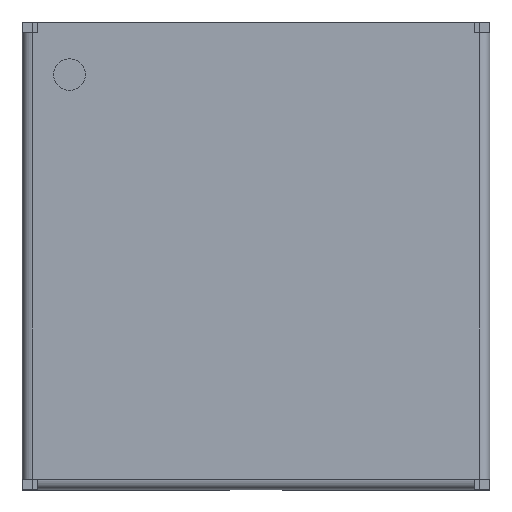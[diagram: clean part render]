
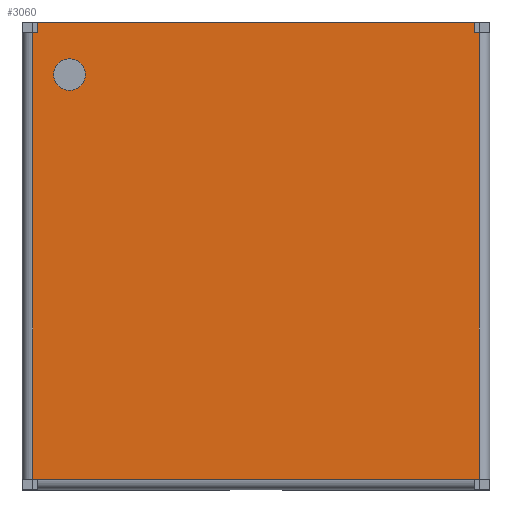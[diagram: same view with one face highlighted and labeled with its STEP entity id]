
A CAD part, top view. The second image highlights one B-rep face of the part: STEP entity #3060.
In plain terms, the highlighted planar face has unit normal (0, 0, 1).
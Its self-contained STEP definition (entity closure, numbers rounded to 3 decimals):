
#1545=CARTESIAN_POINT('',(-3.245,3.445,2.54));
#1546=VERTEX_POINT('',#1545);
#1555=CARTESIAN_POINT('',(-3.845,3.445,2.54));
#1556=VERTEX_POINT('',#1555);
#1557=CARTESIAN_POINT('',(-3.545,3.445,2.54));
#1558=DIRECTION('',(0.0,0.0,-1.0));
#1559=DIRECTION('',(1.0,0.0,0.0));
#1560=AXIS2_PLACEMENT_3D('',#1557,#1558,#1559);
#1561=CIRCLE('',#1560,0.3);
#1562=EDGE_CURVE('',#1556,#1546,#1561,.T.);
#1596=CARTESIAN_POINT('',(-3.545,3.445,2.54));
#1597=DIRECTION('',(0.0,0.0,-1.0));
#1598=DIRECTION('',(1.0,0.0,0.0));
#1599=AXIS2_PLACEMENT_3D('',#1596,#1597,#1598);
#1600=CIRCLE('',#1599,0.3);
#1601=EDGE_CURVE('',#1546,#1556,#1600,.T.);
#2826=CARTESIAN_POINT('',(-4.245,4.245,2.54));
#2827=VERTEX_POINT('',#2826);
#2836=CARTESIAN_POINT('',(-4.245,-4.245,2.54));
#2837=VERTEX_POINT('',#2836);
#2845=CARTESIAN_POINT('',(-4.245,-4.245,2.54));
#2846=DIRECTION('',(0.0,1.0,0.0));
#2847=VECTOR('',#2846,8.49);
#2848=LINE('',#2845,#2847);
#2849=EDGE_CURVE('',#2837,#2827,#2848,.T.);
#2937=CARTESIAN_POINT('',(4.245,4.245,2.54));
#2938=VERTEX_POINT('',#2937);
#2946=CARTESIAN_POINT('',(4.245,-4.245,2.54));
#2947=VERTEX_POINT('',#2946);
#2948=CARTESIAN_POINT('',(4.245,4.245,2.54));
#2949=DIRECTION('',(0.0,-1.0,0.0));
#2950=VECTOR('',#2949,8.49);
#2951=LINE('',#2948,#2950);
#2952=EDGE_CURVE('',#2938,#2947,#2951,.T.);
#2987=CARTESIAN_POINT('',(0.,0.,2.54));
#2988=DIRECTION('',(0.0,0.0,1.0));
#2989=DIRECTION('',(0.0,-1.0,0.0));
#2990=AXIS2_PLACEMENT_3D('',#2987,#2988,#2989);
#2991=PLANE('',#2990);
#2992=ORIENTED_EDGE('',*,*,#2952,.F.);
#2993=CARTESIAN_POINT('',(4.145,4.245,2.54));
#2994=VERTEX_POINT('',#2993);
#2995=CARTESIAN_POINT('',(4.245,4.245,2.54));
#2996=DIRECTION('',(-1.0,0.0,0.0));
#2997=VECTOR('',#2996,0.1);
#2998=LINE('',#2995,#2997);
#2999=EDGE_CURVE('',#2938,#2994,#2998,.T.);
#3000=ORIENTED_EDGE('',*,*,#2999,.T.);
#3001=CARTESIAN_POINT('',(4.145,4.445,2.54));
#3002=VERTEX_POINT('',#3001);
#3003=CARTESIAN_POINT('',(4.145,4.245,2.54));
#3004=DIRECTION('',(0.0,1.0,0.0));
#3005=VECTOR('',#3004,0.2);
#3006=LINE('',#3003,#3005);
#3007=EDGE_CURVE('',#2994,#3002,#3006,.T.);
#3008=ORIENTED_EDGE('',*,*,#3007,.T.);
#3009=CARTESIAN_POINT('',(-4.145,4.445,2.54));
#3010=VERTEX_POINT('',#3009);
#3011=CARTESIAN_POINT('',(4.145,4.445,2.54));
#3012=DIRECTION('',(-1.0,0.0,0.0));
#3013=VECTOR('',#3012,8.29);
#3014=LINE('',#3011,#3013);
#3015=EDGE_CURVE('',#3002,#3010,#3014,.T.);
#3016=ORIENTED_EDGE('',*,*,#3015,.T.);
#3017=CARTESIAN_POINT('',(-4.145,4.245,2.54));
#3018=VERTEX_POINT('',#3017);
#3019=CARTESIAN_POINT('',(-4.145,4.445,2.54));
#3020=DIRECTION('',(0.0,-1.0,0.0));
#3021=VECTOR('',#3020,0.2);
#3022=LINE('',#3019,#3021);
#3023=EDGE_CURVE('',#3010,#3018,#3022,.T.);
#3024=ORIENTED_EDGE('',*,*,#3023,.T.);
#3025=CARTESIAN_POINT('',(-4.145,4.245,2.54));
#3026=DIRECTION('',(-1.0,0.0,0.0));
#3027=VECTOR('',#3026,0.1);
#3028=LINE('',#3025,#3027);
#3029=EDGE_CURVE('',#3018,#2827,#3028,.T.);
#3030=ORIENTED_EDGE('',*,*,#3029,.T.);
#3031=ORIENTED_EDGE('',*,*,#2849,.F.);
#3032=CARTESIAN_POINT('',(-4.145,-4.245,2.54));
#3033=VERTEX_POINT('',#3032);
#3034=CARTESIAN_POINT('',(-4.245,-4.245,2.54));
#3035=DIRECTION('',(1.0,0.0,0.0));
#3036=VECTOR('',#3035,0.1);
#3037=LINE('',#3034,#3036);
#3038=EDGE_CURVE('',#2837,#3033,#3037,.T.);
#3039=ORIENTED_EDGE('',*,*,#3038,.T.);
#3040=CARTESIAN_POINT('',(4.145,-4.245,2.54));
#3041=VERTEX_POINT('',#3040);
#3042=CARTESIAN_POINT('',(4.145,-4.245,2.54));
#3043=DIRECTION('',(-1.0,0.0,0.0));
#3044=VECTOR('',#3043,8.29);
#3045=LINE('',#3042,#3044);
#3046=EDGE_CURVE('',#3041,#3033,#3045,.T.);
#3047=ORIENTED_EDGE('',*,*,#3046,.F.);
#3048=CARTESIAN_POINT('',(4.145,-4.245,2.54));
#3049=DIRECTION('',(1.0,0.0,0.0));
#3050=VECTOR('',#3049,0.1);
#3051=LINE('',#3048,#3050);
#3052=EDGE_CURVE('',#3041,#2947,#3051,.T.);
#3053=ORIENTED_EDGE('',*,*,#3052,.T.);
#3054=EDGE_LOOP('',(#2992,#3000,#3008,#3016,#3024,#3030,#3031,#3039,#3047,#3053));
#3055=FACE_OUTER_BOUND('',#3054,.T.);
#3056=ORIENTED_EDGE('',*,*,#1601,.T.);
#3057=ORIENTED_EDGE('',*,*,#1562,.T.);
#3058=EDGE_LOOP('',(#3056,#3057));
#3059=FACE_BOUND('',#3058,.T.);
#3060=ADVANCED_FACE('',(#3055,#3059),#2991,.T.);
